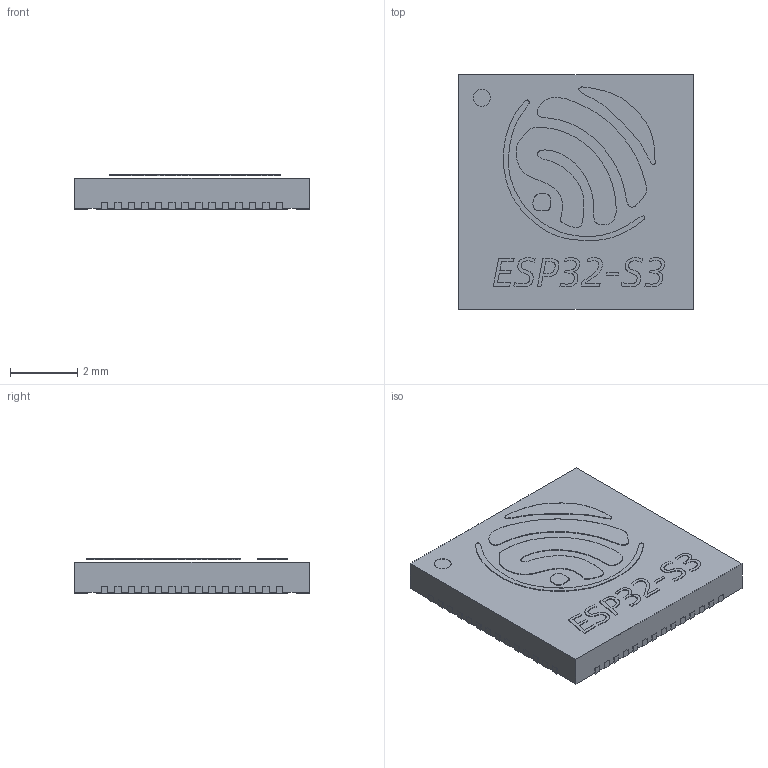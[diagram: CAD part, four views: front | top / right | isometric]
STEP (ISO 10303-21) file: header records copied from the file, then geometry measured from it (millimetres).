
FILE_DESCRIPTION (( 'STEP AP214' ), '1' );
FILE_NAME ('ESP32-S3.STEP', '2023-07-16T10:02:19', ( '' ), ( '' ), 'SwSTEP 2.0', 'SolidWorks 2023', '' );
FILE_SCHEMA (( 'AUTOMOTIVE_DESIGN' ));
Length unit declared in the file: millimetre
Products named in the file (1): ESP32-S3
Bounding box: 7 x 7 x 1.02 mm (x, y, z)
Volume: 44.8 mm3; surface area: 149 mm2
Topology: 14 solids, 14 shells, 644 faces, 1842 edges, 1228 vertices
Faces by surface type: plane 356, bspline 230, cylinder 58
Entity records: 24887 total; most frequent: CARTESIAN_POINT 5965, ORIENTED_EDGE 3684, DIRECTION 2348, EDGE_CURVE 1842, VECTOR 1286, LINE 1286, VERTEX_POINT 1228, EDGE_LOOP 648
